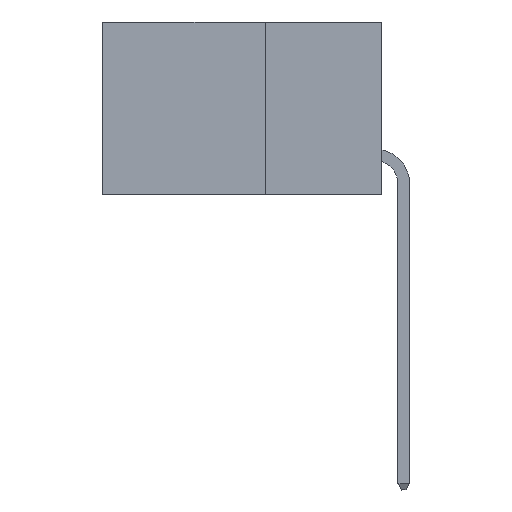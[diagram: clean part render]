
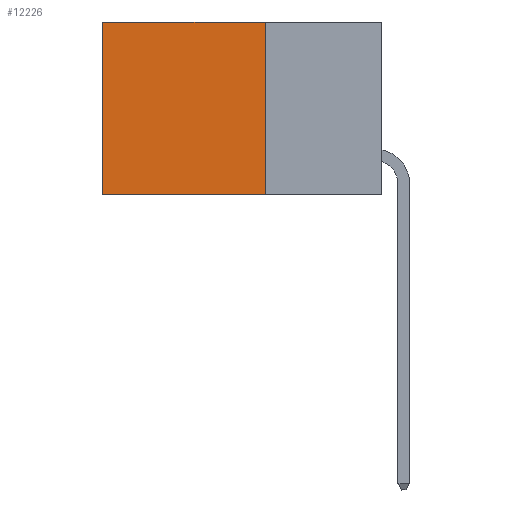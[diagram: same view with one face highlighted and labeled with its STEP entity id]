
A CAD part, left-side view. The second image highlights one B-rep face of the part: STEP entity #12226.
In plain terms, the highlighted planar face has unit normal (-1, 0, 0).
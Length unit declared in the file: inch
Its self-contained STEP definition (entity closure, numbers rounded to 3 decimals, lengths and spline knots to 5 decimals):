
#200 = EDGE_LOOP ( 'NONE', ( #8011, #4330, #6617, #6939 ) ) ;
#492 = LINE ( 'NONE', #2347, #12716 ) ;
#572 = EDGE_CURVE ( 'NONE', #5042, #8279, #12731, .T. ) ;
#634 = VECTOR ( 'NONE', #5856, 39.37008 ) ;
#802 = DIRECTION ( 'NONE',  ( 0., 0., -1. ) ) ;
#1018 = CARTESIAN_POINT ( 'NONE',  ( 0.2875, 0.25, -0.37 ) ) ;
#2037 = CARTESIAN_POINT ( 'NONE',  ( 0.2875, 0.25, 0. ) ) ;
#2347 = CARTESIAN_POINT ( 'NONE',  ( 0.2875, 0.6, 0. ) ) ;
#2461 = VERTEX_POINT ( 'NONE', #11051 ) ;
#3023 = LINE ( 'NONE', #3934, #634 ) ;
#3233 = DIRECTION ( 'NONE',  ( 0., 0., -1. ) ) ;
#3357 = FACE_OUTER_BOUND ( 'NONE', #200, .T. ) ;
#3934 = CARTESIAN_POINT ( 'NONE',  ( 0.2875, 0.25, 0. ) ) ;
#4117 = VERTEX_POINT ( 'NONE', #2037 ) ;
#4330 = ORIENTED_EDGE ( 'NONE', *, *, #572, .F. ) ;
#5042 = VERTEX_POINT ( 'NONE', #6998 ) ;
#5214 = VECTOR ( 'NONE', #6492, 39.37008 ) ;
#5856 = DIRECTION ( 'NONE',  ( 0., 0., -1. ) ) ;
#6018 = DIRECTION ( 'NONE',  ( 0., 1., 0. ) ) ;
#6360 = CARTESIAN_POINT ( 'NONE',  ( 0.2875, 0.25, 0. ) ) ;
#6492 = DIRECTION ( 'NONE',  ( 0., 1., 0. ) ) ;
#6617 = ORIENTED_EDGE ( 'NONE', *, *, #9993, .F. ) ;
#6939 = ORIENTED_EDGE ( 'NONE', *, *, #9597, .T. ) ;
#6998 = CARTESIAN_POINT ( 'NONE',  ( 0.2875, 0.25, -0.37 ) ) ;
#7777 = AXIS2_PLACEMENT_3D ( 'NONE', #8856, #11958, #802 ) ;
#7838 = PLANE ( 'NONE',  #7777 ) ;
#8011 = ORIENTED_EDGE ( 'NONE', *, *, #9345, .T. ) ;
#8279 = VERTEX_POINT ( 'NONE', #11439 ) ;
#8856 = CARTESIAN_POINT ( 'NONE',  ( 0.2875, 0.25, 0. ) ) ;
#9222 = VECTOR ( 'NONE', #6018, 39.37008 ) ;
#9345 = EDGE_CURVE ( 'NONE', #2461, #8279, #492, .T. ) ;
#9597 = EDGE_CURVE ( 'NONE', #4117, #2461, #11929, .T. ) ;
#9993 = EDGE_CURVE ( 'NONE', #4117, #5042, #3023, .T. ) ;
#11051 = CARTESIAN_POINT ( 'NONE',  ( 0.2875, 0.6, 0. ) ) ;
#11439 = CARTESIAN_POINT ( 'NONE',  ( 0.2875, 0.6, -0.37 ) ) ;
#11929 = LINE ( 'NONE', #6360, #5214 ) ;
#11958 = DIRECTION ( 'NONE',  ( 1., 0., 0. ) ) ;
#12226 = ADVANCED_FACE ( 'NONE', ( #3357 ), #7838, .F. ) ;
#12716 = VECTOR ( 'NONE', #3233, 39.37008 ) ;
#12731 = LINE ( 'NONE', #1018, #9222 ) ;
